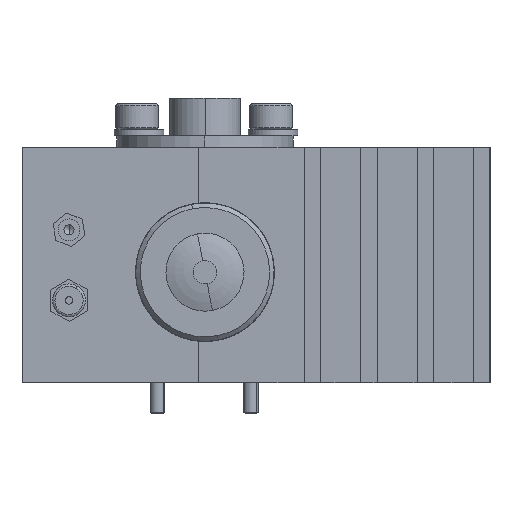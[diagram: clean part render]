
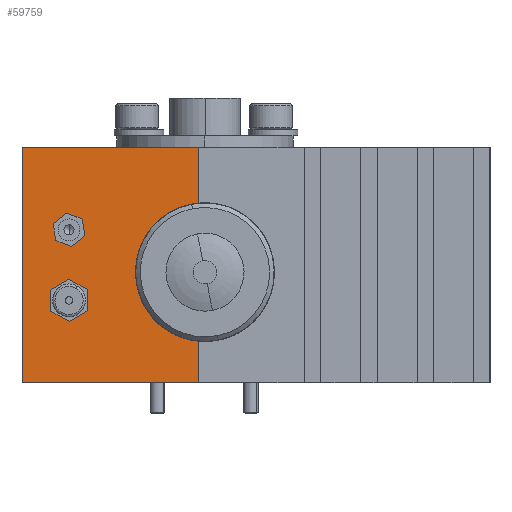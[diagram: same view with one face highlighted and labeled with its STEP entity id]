
A CAD part, left-side view. The second image highlights one B-rep face of the part: STEP entity #59759.
In plain terms, the highlighted planar face has unit normal (-1, 0, 0).
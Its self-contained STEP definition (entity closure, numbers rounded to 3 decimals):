
#800 = ORIENTED_EDGE ( 'NONE', *, *, #42366, .F. ) ;
#1344 = CARTESIAN_POINT ( 'NONE',  ( -68.784, 35.632, 28.441 ) ) ;
#1518 = CARTESIAN_POINT ( 'NONE',  ( -68.784, 35.632, 3.041 ) ) ;
#1787 = DIRECTION ( 'NONE',  ( 0., 0., 1. ) ) ;
#1795 = CARTESIAN_POINT ( 'NONE',  ( -68.784, 30.552, 18.421 ) ) ;
#2212 = VECTOR ( 'NONE', #2548, 1000. ) ;
#2548 = DIRECTION ( 'NONE',  ( 0., -1., 0. ) ) ;
#3034 = VERTEX_POINT ( 'NONE', #11656 ) ;
#3758 = AXIS2_PLACEMENT_3D ( 'NONE', #37443, #9858, #24045 ) ;
#4756 = FACE_OUTER_BOUND ( 'NONE', #20409, .T. ) ;
#4970 = VERTEX_POINT ( 'NONE', #1518 ) ;
#5075 = AXIS2_PLACEMENT_3D ( 'NONE', #29819, #11229, #29608 ) ;
#5262 = ORIENTED_EDGE ( 'NONE', *, *, #54389, .T. ) ;
#5471 = CARTESIAN_POINT ( 'NONE',  ( -68.784, 35.632, 3.041 ) ) ;
#5963 = VERTEX_POINT ( 'NONE', #46222 ) ;
#6255 = AXIS2_PLACEMENT_3D ( 'NONE', #38045, #10865, #1787 ) ;
#7682 = FACE_BOUND ( 'NONE', #45746, .T. ) ;
#9858 = DIRECTION ( 'NONE',  ( 1., 0., 0. ) ) ;
#10062 = PLANE ( 'NONE',  #3758 ) ;
#10618 = EDGE_CURVE ( 'NONE', #3034, #48264, #12600, .T. ) ;
#10865 = DIRECTION ( 'NONE',  ( -1., 0., 0. ) ) ;
#11089 = CARTESIAN_POINT ( 'NONE',  ( -68.784, 30.552, 19.551 ) ) ;
#11229 = DIRECTION ( 'NONE',  ( 1., 0., 0. ) ) ;
#11656 = CARTESIAN_POINT ( 'NONE',  ( -68.784, 16.582, 19.688 ) ) ;
#12600 = LINE ( 'NONE', #12612, #52247 ) ;
#12612 = CARTESIAN_POINT ( 'NONE',  ( -68.784, 16.582, 28.441 ) ) ;
#13458 = EDGE_CURVE ( 'NONE', #16672, #53373, #43318, .T. ) ;
#13618 = VECTOR ( 'NONE', #39003, 1000. ) ;
#14873 = CARTESIAN_POINT ( 'NONE',  ( -68.784, 30.552, 13.709 ) ) ;
#16163 = ORIENTED_EDGE ( 'NONE', *, *, #29146, .F. ) ;
#16268 = CARTESIAN_POINT ( 'NONE',  ( -68.784, 35.632, 28.441 ) ) ;
#16514 = ORIENTED_EDGE ( 'NONE', *, *, #41393, .F. ) ;
#16672 = VERTEX_POINT ( 'NONE', #17213 ) ;
#17024 = FACE_BOUND ( 'NONE', #38248, .T. ) ;
#17213 = CARTESIAN_POINT ( 'NONE',  ( -68.784, 16.582, 3.041 ) ) ;
#17777 = CARTESIAN_POINT ( 'NONE',  ( -68.784, 30.552, 11.931 ) ) ;
#19362 = DIRECTION ( 'NONE',  ( 0., 0., 1. ) ) ;
#19452 = VERTEX_POINT ( 'NONE', #58751 ) ;
#19549 = CIRCLE ( 'NONE', #5075, 1.13 ) ;
#19858 = DIRECTION ( 'NONE',  ( 0., 0., 1. ) ) ;
#19991 = DIRECTION ( 'NONE',  ( 1., 0., 0. ) ) ;
#20409 = EDGE_LOOP ( 'NONE', ( #26432, #56123, #32367, #16514, #30804, #29731 ) ) ;
#22203 = CIRCLE ( 'NONE', #35195, 1.778 ) ;
#22854 = CIRCLE ( 'NONE', #6255, 4.763 ) ;
#23516 = EDGE_CURVE ( 'NONE', #3034, #53373, #22854, .T. ) ;
#23895 = DIRECTION ( 'NONE',  ( 0., -1., 0. ) ) ;
#24045 = DIRECTION ( 'NONE',  ( 0., 0., -1. ) ) ;
#24918 = CARTESIAN_POINT ( 'NONE',  ( -68.784, 30.552, 11.931 ) ) ;
#25182 = VERTEX_POINT ( 'NONE', #38162 ) ;
#26432 = ORIENTED_EDGE ( 'NONE', *, *, #23516, .F. ) ;
#27816 = VECTOR ( 'NONE', #23895, 1000. ) ;
#29146 = EDGE_CURVE ( 'NONE', #29906, #25182, #34152, .T. ) ;
#29534 = DIRECTION ( 'NONE',  ( -1., 0., 0. ) ) ;
#29608 = DIRECTION ( 'NONE',  ( 0., 0., -1. ) ) ;
#29731 = ORIENTED_EDGE ( 'NONE', *, *, #13458, .T. ) ;
#29819 = CARTESIAN_POINT ( 'NONE',  ( -68.784, 30.552, 19.551 ) ) ;
#29906 = VERTEX_POINT ( 'NONE', #14873 ) ;
#30804 = ORIENTED_EDGE ( 'NONE', *, *, #32780, .T. ) ;
#32367 = ORIENTED_EDGE ( 'NONE', *, *, #54512, .F. ) ;
#32780 = EDGE_CURVE ( 'NONE', #4970, #16672, #49416, .T. ) ;
#33986 = VECTOR ( 'NONE', #19362, 1000. ) ;
#34152 = CIRCLE ( 'NONE', #57103, 1.778 ) ;
#35195 = AXIS2_PLACEMENT_3D ( 'NONE', #17777, #50000, #53836 ) ;
#36612 = ORIENTED_EDGE ( 'NONE', *, *, #52559, .T. ) ;
#36930 = DIRECTION ( 'NONE',  ( 0., 0., 1. ) ) ;
#37443 = CARTESIAN_POINT ( 'NONE',  ( -68.784, 35.632, 28.441 ) ) ;
#38045 = CARTESIAN_POINT ( 'NONE',  ( -68.784, 15.871, 14.979 ) ) ;
#38162 = CARTESIAN_POINT ( 'NONE',  ( -68.784, 30.552, 10.153 ) ) ;
#38248 = EDGE_LOOP ( 'NONE', ( #5262, #36612 ) ) ;
#39003 = DIRECTION ( 'NONE',  ( 0., 0., 1. ) ) ;
#41393 = EDGE_CURVE ( 'NONE', #4970, #5963, #47462, .T. ) ;
#42366 = EDGE_CURVE ( 'NONE', #25182, #29906, #22203, .T. ) ;
#43088 = DIRECTION ( 'NONE',  ( 0., 0., -1. ) ) ;
#43318 = LINE ( 'NONE', #56206, #33986 ) ;
#44799 = AXIS2_PLACEMENT_3D ( 'NONE', #11089, #19991, #43088 ) ;
#45746 = EDGE_LOOP ( 'NONE', ( #16163, #800 ) ) ;
#46222 = CARTESIAN_POINT ( 'NONE',  ( -68.784, 35.632, 28.441 ) ) ;
#47462 = LINE ( 'NONE', #1344, #13618 ) ;
#48264 = VERTEX_POINT ( 'NONE', #59048 ) ;
#48608 = VERTEX_POINT ( 'NONE', #1795 ) ;
#49416 = LINE ( 'NONE', #5471, #27816 ) ;
#50000 = DIRECTION ( 'NONE',  ( -1., 0., 0. ) ) ;
#51237 = LINE ( 'NONE', #16268, #2212 ) ;
#52247 = VECTOR ( 'NONE', #36930, 1000. ) ;
#52559 = EDGE_CURVE ( 'NONE', #19452, #48608, #58184, .T. ) ;
#53373 = VERTEX_POINT ( 'NONE', #56025 ) ;
#53836 = DIRECTION ( 'NONE',  ( 0., 0., 1. ) ) ;
#54389 = EDGE_CURVE ( 'NONE', #48608, #19452, #19549, .T. ) ;
#54512 = EDGE_CURVE ( 'NONE', #5963, #48264, #51237, .T. ) ;
#56025 = CARTESIAN_POINT ( 'NONE',  ( -68.784, 16.582, 10.27 ) ) ;
#56123 = ORIENTED_EDGE ( 'NONE', *, *, #10618, .T. ) ;
#56206 = CARTESIAN_POINT ( 'NONE',  ( -68.784, 16.582, 28.441 ) ) ;
#57103 = AXIS2_PLACEMENT_3D ( 'NONE', #24918, #29534, #19858 ) ;
#58184 = CIRCLE ( 'NONE', #44799, 1.13 ) ;
#58751 = CARTESIAN_POINT ( 'NONE',  ( -68.784, 30.552, 20.681 ) ) ;
#59048 = CARTESIAN_POINT ( 'NONE',  ( -68.784, 16.582, 28.441 ) ) ;
#59759 = ADVANCED_FACE ( 'NONE', ( #7682, #17024, #4756 ), #10062, .F. ) ;
